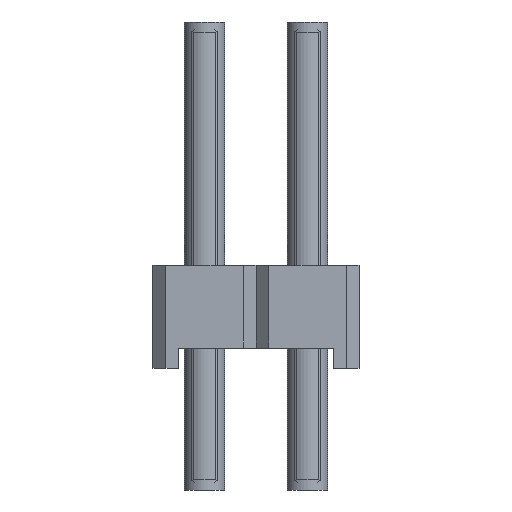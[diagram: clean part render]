
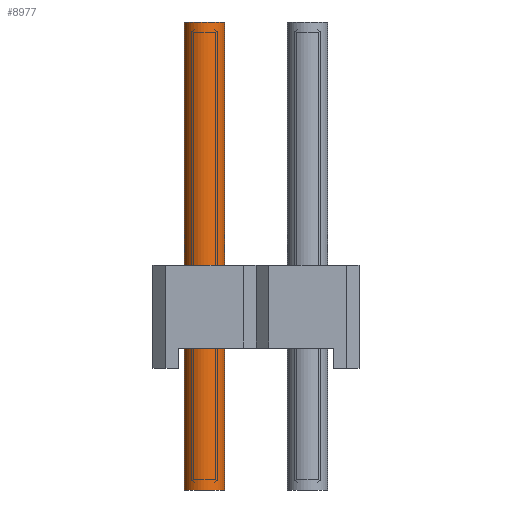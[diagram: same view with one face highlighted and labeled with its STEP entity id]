
A CAD part, left-side view. The second image highlights one B-rep face of the part: STEP entity #8977.
In plain terms, the highlighted cylindrical face has radius 0.5 mm (diameter 1 mm), a full revolution.
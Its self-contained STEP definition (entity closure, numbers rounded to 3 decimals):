
#175=CIRCLE('',#9480,0.5);
#176=CIRCLE('',#9481,0.5);
#492=CYLINDRICAL_SURFACE('',#9479,0.5);
#757=ORIENTED_EDGE('',*,*,#3387,.F.);
#758=ORIENTED_EDGE('',*,*,#3388,.T.);
#3387=EDGE_CURVE('',#4711,#4711,#175,.T.);
#3388=EDGE_CURVE('',#4712,#4712,#176,.T.);
#4711=VERTEX_POINT('',#13002);
#4712=VERTEX_POINT('',#13004);
#7627=EDGE_LOOP('',(#757));
#7628=EDGE_LOOP('',(#758));
#8155=FACE_BOUND('',#7627,.T.);
#8156=FACE_BOUND('',#7628,.T.);
#8977=ADVANCED_FACE('',(#8155,#8156),#492,.F.);
#9479=AXIS2_PLACEMENT_3D('',#13000,#10359,#10360);
#9480=AXIS2_PLACEMENT_3D('',#13001,#10361,#10362);
#9481=AXIS2_PLACEMENT_3D('',#13003,#10363,#10364);
#10359=DIRECTION('',(0.,0.,1.));
#10360=DIRECTION('',(1.,0.,0.));
#10361=DIRECTION('',(0.,0.,-1.));
#10362=DIRECTION('',(1.,0.,0.));
#10363=DIRECTION('',(0.,0.,-1.));
#10364=DIRECTION('',(1.,0.,0.));
#13000=CARTESIAN_POINT('',(0.,0.,0.));
#13001=CARTESIAN_POINT('',(0.,0.,11.54));
#13002=CARTESIAN_POINT('',(0.5,0.,11.54));
#13003=CARTESIAN_POINT('',(0.,0.,0.));
#13004=CARTESIAN_POINT('',(0.5,0.,0.));
